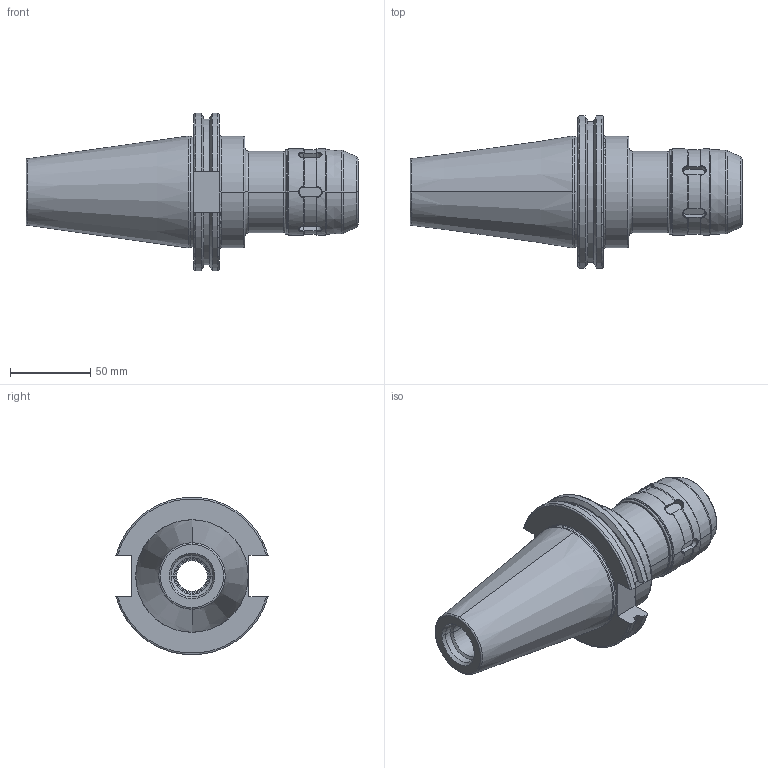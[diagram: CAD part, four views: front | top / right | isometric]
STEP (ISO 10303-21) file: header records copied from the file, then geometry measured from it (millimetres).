
FILE_DESCRIPTION((''),'2;1');
FILE_NAME('LL010-CAT50-C19_05-105_ASM','2020-03-30T',('MYPC'),(''),'PRO/ENGINEER BY PARAMETRIC TECHNOLOGY CORPORATION, 2012130','PRO/ENGINEER BY PARAMETRIC TECHNOLOGY CORPORATION, 2012130','');
FILE_SCHEMA(('CONFIG_CONTROL_DESIGN'));
Length unit declared in the file: millimetre
Products named in the file (3): LL010-CAT50-C19_05-105; C20_CAP_3D20200316; LL010-CAT50-C19_05-105_ASM
Assembly tree (2 placements, depth 2):
  LL010-CAT50-C19_05-105_ASM
    LL010-CAT50-C19_05-105
    C20_CAP_3D20200316
Bounding box: 207.1 x 94.93 x 98.03 mm (x, y, z)
Volume: 492531.7 mm3; surface area: 77196 mm2
Topology: 2 solids, 2 shells, 221 faces, 539 edges, 337 vertices
Faces by surface type: cylinder 72, cone 50, plane 49, torus 26, bspline 24
Entity records: 8092 total; most frequent: CARTESIAN_POINT 2977, ORIENTED_EDGE 1074, DIRECTION 1023, EDGE_CURVE 537, AXIS2_PLACEMENT_3D 422, VERTEX_POINT 337, EDGE_LOOP 242, FACE_OUTER_BOUND 221
